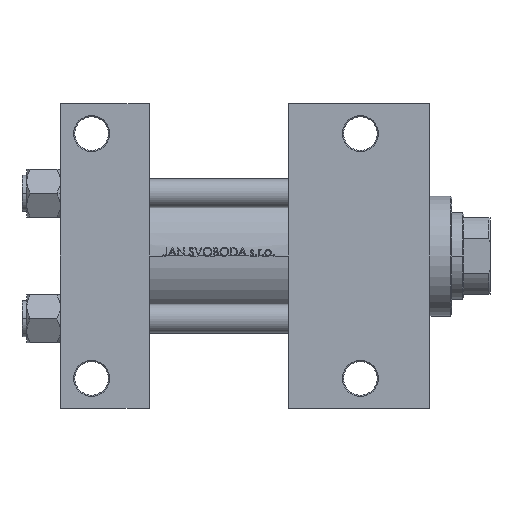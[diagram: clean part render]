
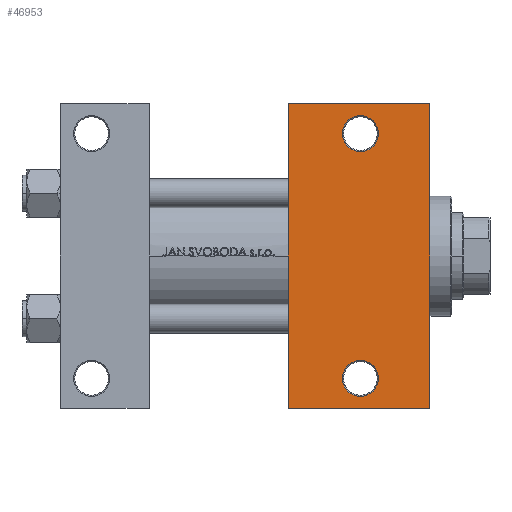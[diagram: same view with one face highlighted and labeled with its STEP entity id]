
A CAD part, front view. The second image highlights one B-rep face of the part: STEP entity #46953.
In plain terms, the highlighted face is planar.
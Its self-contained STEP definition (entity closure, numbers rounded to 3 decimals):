
#7 = VECTOR ( 'NONE', #13480, 1000. ) ;
#674 = ORIENTED_EDGE ( 'NONE', *, *, #2430, .F. ) ;
#2401 = AXIS2_PLACEMENT_3D ( 'NONE', #43877, #36373, #25165 ) ;
#2430 = EDGE_CURVE ( 'NONE', #42620, #38990, #7845, .T. ) ;
#2454 = LINE ( 'NONE', #23971, #19222 ) ;
#2503 = VERTEX_POINT ( 'NONE', #43730 ) ;
#2688 = ORIENTED_EDGE ( 'NONE', *, *, #38191, .T. ) ;
#3500 = CARTESIAN_POINT ( 'NONE',  ( 125., 51., -37.5 ) ) ;
#3648 = DIRECTION ( 'NONE',  ( 0., 0., -1. ) ) ;
#3821 = DIRECTION ( 'NONE',  ( 0., 0., 1. ) ) ;
#4048 = ORIENTED_EDGE ( 'NONE', *, *, #45869, .T. ) ;
#4121 = DIRECTION ( 'NONE',  ( 0., -1., 0. ) ) ;
#4779 = DIRECTION ( 'NONE',  ( 1., 0., 0. ) ) ;
#5975 = EDGE_LOOP ( 'NONE', ( #30342, #42624 ) ) ;
#7130 = FACE_BOUND ( 'NONE', #5975, .T. ) ;
#7845 = LINE ( 'NONE', #38274, #40126 ) ;
#13480 = DIRECTION ( 'NONE',  ( -1., 0., 0. ) ) ;
#13533 = CIRCLE ( 'NONE', #2401, 7.5 ) ;
#14549 = CARTESIAN_POINT ( 'NONE',  ( 117.5, 51., -37.5 ) ) ;
#16228 = EDGE_LOOP ( 'NONE', ( #2688, #4048 ) ) ;
#17549 = LINE ( 'NONE', #47976, #38293 ) ;
#17706 = AXIS2_PLACEMENT_3D ( 'NONE', #3500, #18464, #48395 ) ;
#18464 = DIRECTION ( 'NONE',  ( 0., 0., 1. ) ) ;
#18857 = DIRECTION ( 'NONE',  ( -1., 0., 0. ) ) ;
#19222 = VECTOR ( 'NONE', #4779, 1000. ) ;
#19406 = CARTESIAN_POINT ( 'NONE',  ( 95., 63.5, -37.5 ) ) ;
#20276 = EDGE_CURVE ( 'NONE', #44037, #37196, #13533, .T. ) ;
#21540 = CARTESIAN_POINT ( 'NONE',  ( 154., 63.5, -37.5 ) ) ;
#22361 = FACE_OUTER_BOUND ( 'NONE', #33686, .T. ) ;
#22510 = CARTESIAN_POINT ( 'NONE',  ( 154., -63.5, -37.5 ) ) ;
#22521 = CARTESIAN_POINT ( 'NONE',  ( 117.5, -51., -37.5 ) ) ;
#22606 = FACE_BOUND ( 'NONE', #16228, .T. ) ;
#23269 = DIRECTION ( 'NONE',  ( -1., 0., 0. ) ) ;
#23441 = CIRCLE ( 'NONE', #33740, 7.5 ) ;
#23971 = CARTESIAN_POINT ( 'NONE',  ( 95., 63.5, -37.5 ) ) ;
#25165 = DIRECTION ( 'NONE',  ( -1., 0., 0. ) ) ;
#25649 = AXIS2_PLACEMENT_3D ( 'NONE', #34227, #3821, #23269 ) ;
#26351 = PLANE ( 'NONE',  #44985 ) ;
#29746 = CARTESIAN_POINT ( 'NONE',  ( 95., -63.5, -37.5 ) ) ;
#29824 = DIRECTION ( 'NONE',  ( 0., 0., 1. ) ) ;
#30342 = ORIENTED_EDGE ( 'NONE', *, *, #20276, .T. ) ;
#30559 = CARTESIAN_POINT ( 'NONE',  ( 125., 51., -37.5 ) ) ;
#31404 = EDGE_CURVE ( 'NONE', #35031, #38990, #32411, .T. ) ;
#31778 = ORIENTED_EDGE ( 'NONE', *, *, #31404, .T. ) ;
#32411 = LINE ( 'NONE', #43177, #7 ) ;
#33686 = EDGE_LOOP ( 'NONE', ( #674, #39703, #35479, #31778 ) ) ;
#33740 = AXIS2_PLACEMENT_3D ( 'NONE', #30559, #29824, #38297 ) ;
#34067 = EDGE_CURVE ( 'NONE', #36834, #35031, #17549, .T. ) ;
#34227 = CARTESIAN_POINT ( 'NONE',  ( 125., -51., -37.5 ) ) ;
#34238 = VERTEX_POINT ( 'NONE', #14549 ) ;
#35031 = VERTEX_POINT ( 'NONE', #22510 ) ;
#35114 = EDGE_CURVE ( 'NONE', #42620, #36834, #2454, .T. ) ;
#35479 = ORIENTED_EDGE ( 'NONE', *, *, #34067, .T. ) ;
#36373 = DIRECTION ( 'NONE',  ( 0., 0., 1. ) ) ;
#36834 = VERTEX_POINT ( 'NONE', #21540 ) ;
#36870 = EDGE_CURVE ( 'NONE', #37196, #44037, #48750, .T. ) ;
#37196 = VERTEX_POINT ( 'NONE', #42406 ) ;
#38191 = EDGE_CURVE ( 'NONE', #34238, #2503, #40811, .T. ) ;
#38274 = CARTESIAN_POINT ( 'NONE',  ( 95., 37.5, -37.5 ) ) ;
#38293 = VECTOR ( 'NONE', #43251, 1000. ) ;
#38297 = DIRECTION ( 'NONE',  ( -1., 0., 0. ) ) ;
#38990 = VERTEX_POINT ( 'NONE', #29746 ) ;
#39703 = ORIENTED_EDGE ( 'NONE', *, *, #35114, .T. ) ;
#40126 = VECTOR ( 'NONE', #4121, 1000. ) ;
#40811 = CIRCLE ( 'NONE', #17706, 7.5 ) ;
#41557 = CARTESIAN_POINT ( 'NONE',  ( 154., 37.5, -37.5 ) ) ;
#42406 = CARTESIAN_POINT ( 'NONE',  ( 132.5, -51., -37.5 ) ) ;
#42620 = VERTEX_POINT ( 'NONE', #19406 ) ;
#42624 = ORIENTED_EDGE ( 'NONE', *, *, #36870, .T. ) ;
#43177 = CARTESIAN_POINT ( 'NONE',  ( 95., -63.5, -37.5 ) ) ;
#43251 = DIRECTION ( 'NONE',  ( 0., -1., 0. ) ) ;
#43730 = CARTESIAN_POINT ( 'NONE',  ( 132.5, 51., -37.5 ) ) ;
#43877 = CARTESIAN_POINT ( 'NONE',  ( 125., -51., -37.5 ) ) ;
#44037 = VERTEX_POINT ( 'NONE', #22521 ) ;
#44985 = AXIS2_PLACEMENT_3D ( 'NONE', #41557, #3648, #18857 ) ;
#45869 = EDGE_CURVE ( 'NONE', #2503, #34238, #23441, .T. ) ;
#46953 = ADVANCED_FACE ( 'NONE', ( #22606, #7130, #22361 ), #26351, .T. ) ;
#47976 = CARTESIAN_POINT ( 'NONE',  ( 154., 37.5, -37.5 ) ) ;
#48395 = DIRECTION ( 'NONE',  ( -1., 0., 0. ) ) ;
#48750 = CIRCLE ( 'NONE', #25649, 7.5 ) ;
